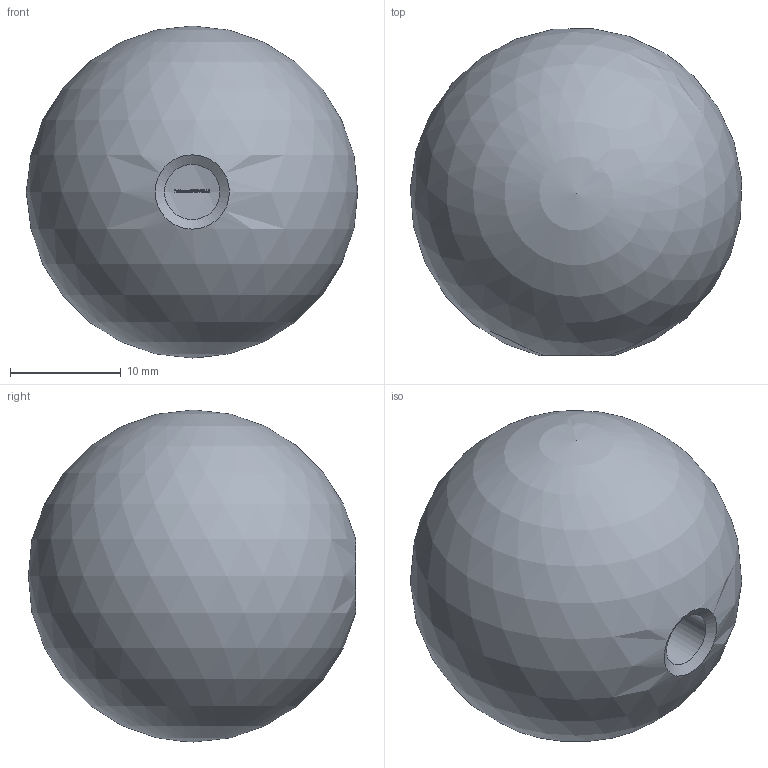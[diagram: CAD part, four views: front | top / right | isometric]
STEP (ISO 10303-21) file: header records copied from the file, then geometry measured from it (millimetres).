
FILE_DESCRIPTION (( 'STEP AP203' ), '1' );
FILE_NAME ('51030-240-MS.step', '2020-06-22T11:34:43', ( '' ), ( '' ), 'SwSTEP 2.0', 'SolidWorks 2015', '' );
FILE_SCHEMA (( 'CONFIG_CONTROL_DESIGN' ));
Length unit declared in the file: millimetre
Products named in the file (2): 51030-240-MS
Bounding box: 29.94 x 29.56 x 30 mm (x, y, z)
Volume: 13754.8 mm3; surface area: 3096.7 mm2
Topology: 1 solids, 21 shells, 280 faces, 697 edges, 466 vertices
Faces by surface type: bspline 118, plane 111, cone 49, cylinder 1, sphere 1
Full cylindrical faces by diameter (mm): 5 x1
Entity records: 14497 total; most frequent: CARTESIAN_POINT 9051, ORIENTED_EDGE 1380, EDGE_CURVE 690, DIRECTION 557, VERTEX_POINT 461, B_SPLINE_CURVE_WITH_KNOTS 425, EDGE_LOOP 289, LINE 263
